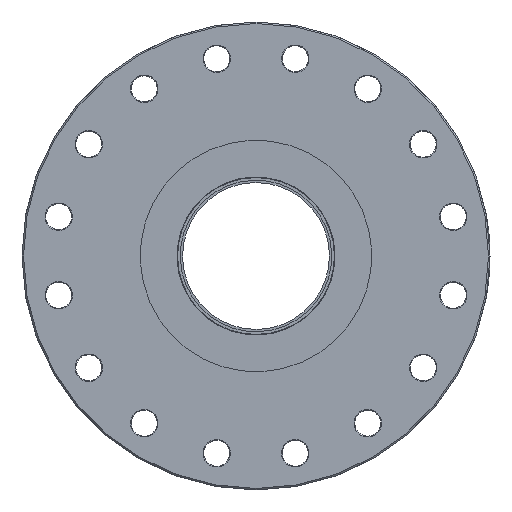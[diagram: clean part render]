
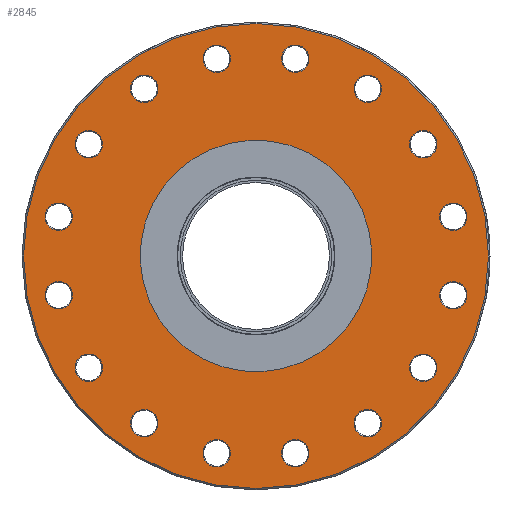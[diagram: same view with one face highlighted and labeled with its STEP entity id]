
A CAD part, front view. The second image highlights one B-rep face of the part: STEP entity #2845.
In plain terms, the highlighted planar face has unit normal (0, -1, 0).
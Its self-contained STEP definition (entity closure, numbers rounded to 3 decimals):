
#235=FACE_BOUND('',#531,.T.);
#236=FACE_BOUND('',#532,.T.);
#237=FACE_BOUND('',#533,.T.);
#238=FACE_BOUND('',#534,.T.);
#239=FACE_BOUND('',#535,.T.);
#240=FACE_BOUND('',#536,.T.);
#241=FACE_BOUND('',#537,.T.);
#242=FACE_BOUND('',#538,.T.);
#243=FACE_BOUND('',#539,.T.);
#244=FACE_BOUND('',#540,.T.);
#245=FACE_BOUND('',#541,.T.);
#246=FACE_BOUND('',#542,.T.);
#247=FACE_BOUND('',#543,.T.);
#248=FACE_BOUND('',#544,.T.);
#249=FACE_BOUND('',#545,.T.);
#250=FACE_BOUND('',#546,.T.);
#251=FACE_BOUND('',#547,.T.);
#282=PLANE('',#3102);
#362=FACE_OUTER_BOUND('',#530,.T.);
#530=EDGE_LOOP('',(#1936));
#531=EDGE_LOOP('',(#1937));
#532=EDGE_LOOP('',(#1938));
#533=EDGE_LOOP('',(#1939));
#534=EDGE_LOOP('',(#1940));
#535=EDGE_LOOP('',(#1941));
#536=EDGE_LOOP('',(#1942));
#537=EDGE_LOOP('',(#1943));
#538=EDGE_LOOP('',(#1944));
#539=EDGE_LOOP('',(#1945));
#540=EDGE_LOOP('',(#1946));
#541=EDGE_LOOP('',(#1947));
#542=EDGE_LOOP('',(#1948));
#543=EDGE_LOOP('',(#1949));
#544=EDGE_LOOP('',(#1950));
#545=EDGE_LOOP('',(#1951));
#546=EDGE_LOOP('',(#1952));
#547=EDGE_LOOP('',(#1953));
#1069=CIRCLE('',#3096,25.4);
#1073=CIRCLE('',#3101,75.3);
#1074=CIRCLE('',#3103,4.45);
#1075=CIRCLE('',#3104,4.45);
#1076=CIRCLE('',#3105,4.45);
#1077=CIRCLE('',#3106,4.45);
#1078=CIRCLE('',#3107,4.45);
#1079=CIRCLE('',#3108,4.45);
#1080=CIRCLE('',#3109,4.45);
#1081=CIRCLE('',#3110,4.45);
#1082=CIRCLE('',#3111,4.45);
#1083=CIRCLE('',#3112,4.45);
#1084=CIRCLE('',#3113,4.45);
#1085=CIRCLE('',#3114,4.45);
#1086=CIRCLE('',#3115,4.45);
#1087=CIRCLE('',#3116,4.45);
#1088=CIRCLE('',#3117,4.45);
#1089=CIRCLE('',#3118,4.45);
#1200=VERTEX_POINT('',#4018);
#1204=VERTEX_POINT('',#4028);
#1205=VERTEX_POINT('',#4032);
#1206=VERTEX_POINT('',#4034);
#1207=VERTEX_POINT('',#4036);
#1208=VERTEX_POINT('',#4038);
#1209=VERTEX_POINT('',#4040);
#1210=VERTEX_POINT('',#4042);
#1211=VERTEX_POINT('',#4044);
#1212=VERTEX_POINT('',#4046);
#1213=VERTEX_POINT('',#4048);
#1214=VERTEX_POINT('',#4050);
#1215=VERTEX_POINT('',#4052);
#1216=VERTEX_POINT('',#4054);
#1217=VERTEX_POINT('',#4056);
#1218=VERTEX_POINT('',#4058);
#1219=VERTEX_POINT('',#4060);
#1220=VERTEX_POINT('',#4062);
#1487=EDGE_CURVE('',#1200,#1200,#1069,.T.);
#1493=EDGE_CURVE('',#1204,#1204,#1073,.T.);
#1494=EDGE_CURVE('',#1205,#1205,#1074,.T.);
#1495=EDGE_CURVE('',#1206,#1206,#1075,.T.);
#1496=EDGE_CURVE('',#1207,#1207,#1076,.T.);
#1497=EDGE_CURVE('',#1208,#1208,#1077,.T.);
#1498=EDGE_CURVE('',#1209,#1209,#1078,.T.);
#1499=EDGE_CURVE('',#1210,#1210,#1079,.T.);
#1500=EDGE_CURVE('',#1211,#1211,#1080,.T.);
#1501=EDGE_CURVE('',#1212,#1212,#1081,.T.);
#1502=EDGE_CURVE('',#1213,#1213,#1082,.T.);
#1503=EDGE_CURVE('',#1214,#1214,#1083,.T.);
#1504=EDGE_CURVE('',#1215,#1215,#1084,.T.);
#1505=EDGE_CURVE('',#1216,#1216,#1085,.T.);
#1506=EDGE_CURVE('',#1217,#1217,#1086,.T.);
#1507=EDGE_CURVE('',#1218,#1218,#1087,.T.);
#1508=EDGE_CURVE('',#1219,#1219,#1088,.T.);
#1509=EDGE_CURVE('',#1220,#1220,#1089,.T.);
#1936=ORIENTED_EDGE('',*,*,#1493,.F.);
#1937=ORIENTED_EDGE('',*,*,#1487,.T.);
#1938=ORIENTED_EDGE('',*,*,#1494,.F.);
#1939=ORIENTED_EDGE('',*,*,#1495,.F.);
#1940=ORIENTED_EDGE('',*,*,#1496,.F.);
#1941=ORIENTED_EDGE('',*,*,#1497,.F.);
#1942=ORIENTED_EDGE('',*,*,#1498,.F.);
#1943=ORIENTED_EDGE('',*,*,#1499,.F.);
#1944=ORIENTED_EDGE('',*,*,#1500,.F.);
#1945=ORIENTED_EDGE('',*,*,#1501,.F.);
#1946=ORIENTED_EDGE('',*,*,#1502,.F.);
#1947=ORIENTED_EDGE('',*,*,#1503,.F.);
#1948=ORIENTED_EDGE('',*,*,#1504,.F.);
#1949=ORIENTED_EDGE('',*,*,#1505,.F.);
#1950=ORIENTED_EDGE('',*,*,#1506,.F.);
#1951=ORIENTED_EDGE('',*,*,#1507,.F.);
#1952=ORIENTED_EDGE('',*,*,#1508,.F.);
#1953=ORIENTED_EDGE('',*,*,#1509,.F.);
#2845=ADVANCED_FACE('',(#362,#235,#236,#237,#238,#239,#240,#241,#242,#243,
#244,#245,#246,#247,#248,#249,#250,#251),#282,.T.);
#3096=AXIS2_PLACEMENT_3D('',#4019,#3352,#3353);
#3101=AXIS2_PLACEMENT_3D('',#4030,#3364,#3365);
#3102=AXIS2_PLACEMENT_3D('',#4031,#3366,#3367);
#3103=AXIS2_PLACEMENT_3D('',#4033,#3368,#3369);
#3104=AXIS2_PLACEMENT_3D('',#4035,#3370,#3371);
#3105=AXIS2_PLACEMENT_3D('',#4037,#3372,#3373);
#3106=AXIS2_PLACEMENT_3D('',#4039,#3374,#3375);
#3107=AXIS2_PLACEMENT_3D('',#4041,#3376,#3377);
#3108=AXIS2_PLACEMENT_3D('',#4043,#3378,#3379);
#3109=AXIS2_PLACEMENT_3D('',#4045,#3380,#3381);
#3110=AXIS2_PLACEMENT_3D('',#4047,#3382,#3383);
#3111=AXIS2_PLACEMENT_3D('',#4049,#3384,#3385);
#3112=AXIS2_PLACEMENT_3D('',#4051,#3386,#3387);
#3113=AXIS2_PLACEMENT_3D('',#4053,#3388,#3389);
#3114=AXIS2_PLACEMENT_3D('',#4055,#3390,#3391);
#3115=AXIS2_PLACEMENT_3D('',#4057,#3392,#3393);
#3116=AXIS2_PLACEMENT_3D('',#4059,#3394,#3395);
#3117=AXIS2_PLACEMENT_3D('',#4061,#3396,#3397);
#3118=AXIS2_PLACEMENT_3D('',#4063,#3398,#3399);
#3352=DIRECTION('center_axis',(0.,1.,0.));
#3353=DIRECTION('ref_axis',(1.,0.,0.));
#3364=DIRECTION('center_axis',(0.,1.,0.));
#3365=DIRECTION('ref_axis',(1.,0.,0.));
#3366=DIRECTION('center_axis',(0.,-1.,0.));
#3367=DIRECTION('ref_axis',(0.,0.,-1.));
#3368=DIRECTION('center_axis',(0.,-1.,0.));
#3369=DIRECTION('ref_axis',(0.924,0.,0.383));
#3370=DIRECTION('center_axis',(0.,-1.,0.));
#3371=DIRECTION('ref_axis',(0.383,0.,0.924));
#3372=DIRECTION('center_axis',(0.,-1.,0.));
#3373=DIRECTION('ref_axis',(-0.383,0.,0.924));
#3374=DIRECTION('center_axis',(0.,-1.,0.));
#3375=DIRECTION('ref_axis',(-0.924,0.,0.383));
#3376=DIRECTION('center_axis',(0.,-1.,0.));
#3377=DIRECTION('ref_axis',(-0.924,0.,-0.383));
#3378=DIRECTION('center_axis',(0.,-1.,0.));
#3379=DIRECTION('ref_axis',(-0.383,0.,-0.924));
#3380=DIRECTION('center_axis',(0.,-1.,0.));
#3381=DIRECTION('ref_axis',(0.383,0.,-0.924));
#3382=DIRECTION('center_axis',(0.,-1.,0.));
#3383=DIRECTION('ref_axis',(0.924,0.,-0.383));
#3384=DIRECTION('center_axis',(0.,-1.,0.));
#3385=DIRECTION('ref_axis',(1.,0.,0.));
#3386=DIRECTION('center_axis',(0.,-1.,0.));
#3387=DIRECTION('ref_axis',(0.707,0.,-0.707));
#3388=DIRECTION('center_axis',(0.,-1.,0.));
#3389=DIRECTION('ref_axis',(0.,0.,-1.));
#3390=DIRECTION('center_axis',(0.,-1.,0.));
#3391=DIRECTION('ref_axis',(-0.707,0.,-0.707));
#3392=DIRECTION('center_axis',(0.,-1.,0.));
#3393=DIRECTION('ref_axis',(-1.,0.,0.));
#3394=DIRECTION('center_axis',(0.,-1.,0.));
#3395=DIRECTION('ref_axis',(-0.707,0.,0.707));
#3396=DIRECTION('center_axis',(0.,-1.,0.));
#3397=DIRECTION('ref_axis',(0.,0.,1.));
#3398=DIRECTION('center_axis',(0.,-1.,0.));
#3399=DIRECTION('ref_axis',(0.707,0.,0.707));
#4018=CARTESIAN_POINT('',(-25.4,0.,0.));
#4019=CARTESIAN_POINT('Origin',(0.,0.,0.));
#4028=CARTESIAN_POINT('',(-75.3,0.,0.));
#4030=CARTESIAN_POINT('Origin',(0.,0.,0.));
#4031=CARTESIAN_POINT('Origin',(-75.8,0.,0.));
#4032=CARTESIAN_POINT('',(59.787,0.,11.007));
#4033=CARTESIAN_POINT('Origin',(63.898,0.,
12.71));
#4034=CARTESIAN_POINT('',(34.492,0.,50.059));
#4035=CARTESIAN_POINT('Origin',(36.195,0.,54.17));
#4036=CARTESIAN_POINT('',(-11.007,0.,59.787));
#4037=CARTESIAN_POINT('Origin',(-12.71,0.,
63.898));
#4038=CARTESIAN_POINT('',(-50.059,0.,34.492));
#4039=CARTESIAN_POINT('Origin',(-54.17,0.,
36.195));
#4040=CARTESIAN_POINT('',(-59.787,0.,-11.007));
#4041=CARTESIAN_POINT('Origin',(-63.898,0.,
-12.71));
#4042=CARTESIAN_POINT('',(-34.492,0.,-50.059));
#4043=CARTESIAN_POINT('Origin',(-36.195,0.,
-54.17));
#4044=CARTESIAN_POINT('',(11.007,0.,-59.787));
#4045=CARTESIAN_POINT('Origin',(12.71,0.,
-63.898));
#4046=CARTESIAN_POINT('',(50.059,0.,-34.492));
#4047=CARTESIAN_POINT('Origin',(54.17,0.,
-36.195));
#4048=CARTESIAN_POINT('',(59.448,0.,-12.71));
#4049=CARTESIAN_POINT('Origin',(63.898,0.,
-12.71));
#4050=CARTESIAN_POINT('',(33.049,0.,-51.024));
#4051=CARTESIAN_POINT('Origin',(36.195,0.,
-54.17));
#4052=CARTESIAN_POINT('',(-12.71,0.,-59.448));
#4053=CARTESIAN_POINT('Origin',(-12.71,0.,
-63.898));
#4054=CARTESIAN_POINT('',(-51.024,0.,-33.049));
#4055=CARTESIAN_POINT('Origin',(-54.17,0.,
-36.195));
#4056=CARTESIAN_POINT('',(-59.448,0.,12.71));
#4057=CARTESIAN_POINT('Origin',(-63.898,0.,
12.71));
#4058=CARTESIAN_POINT('',(-33.049,0.,51.024));
#4059=CARTESIAN_POINT('Origin',(-36.195,0.,
54.17));
#4060=CARTESIAN_POINT('',(12.71,0.,59.448));
#4061=CARTESIAN_POINT('Origin',(12.71,0.,
63.898));
#4062=CARTESIAN_POINT('',(51.024,0.,33.049));
#4063=CARTESIAN_POINT('Origin',(54.17,0.,
36.195));
